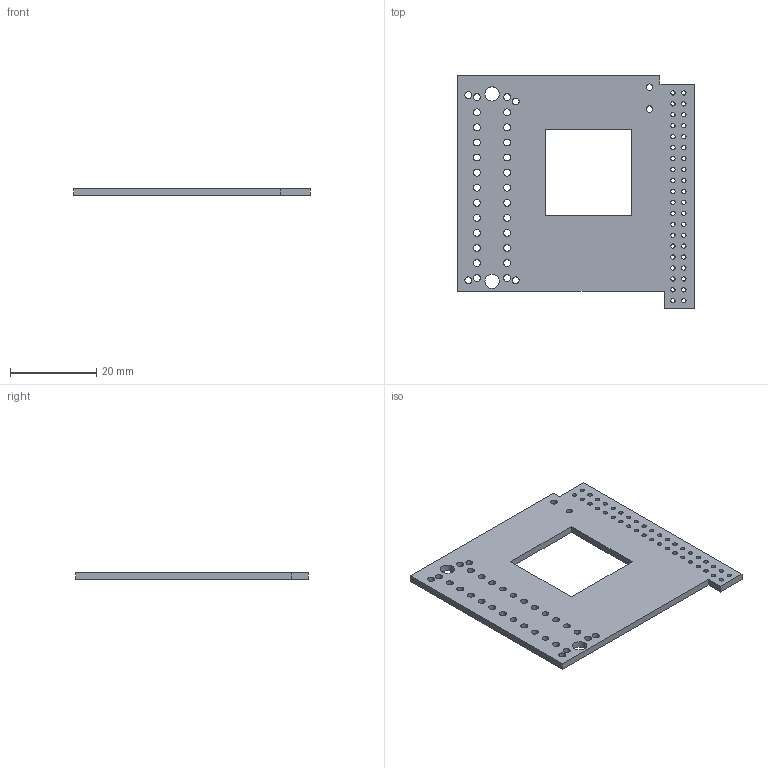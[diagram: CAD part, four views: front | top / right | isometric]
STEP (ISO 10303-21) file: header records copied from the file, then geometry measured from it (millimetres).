
FILE_DESCRIPTION(('KiCad electronic assembly'),'2;1');
FILE_NAME('Behavior rig board.stp','2019-02-01T19:08:16',('An Author'),( 'A Company'),'Open CASCADE STEP processor 6.8', 'KiCad to STEP converter','Unknown');
FILE_SCHEMA(('AUTOMOTIVE_DESIGN_CC2 { 1 2 10303 214 -1 1 5 4 }'));
Length unit declared in the file: millimetre
Products named in the file (2): Open CASCADE STEP translator 6.8 1; COMPOUND
Assembly tree (1 placements, depth 2):
  Open CASCADE STEP translator 6.8 1
    COMPOUND
Bounding box: 55 x 54 x 1.6 mm (x, y, z)
Volume: 3599.4 mm3; surface area: 5466.6 mm2
Topology: 1 solids, 1 shells, 88 faces, 258 edges, 172 vertices
Faces by surface type: cylinder 74, plane 14
Full cylindrical faces by diameter (mm): 1 x40, 1.501 x2, 1.6 x30, 3.3 x2
Entity records: 7155 total; most frequent: CARTESIAN_POINT 1924, DIRECTION 954, ORIENTED_EDGE 516, PCURVE 516, DEFINITIONAL_REPRESENTATION 516, LINE 478, VECTOR 478, EDGE_CURVE 258
